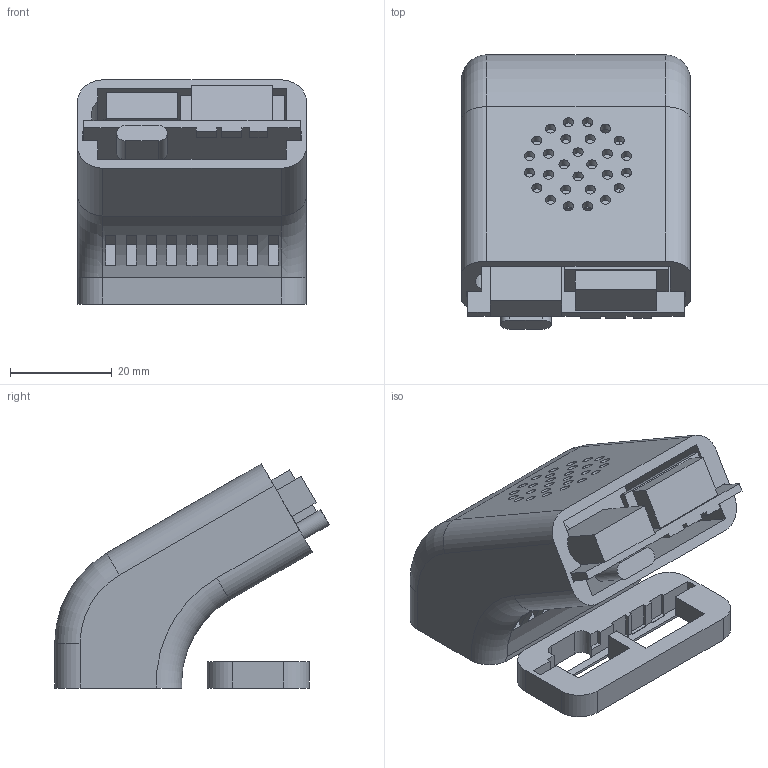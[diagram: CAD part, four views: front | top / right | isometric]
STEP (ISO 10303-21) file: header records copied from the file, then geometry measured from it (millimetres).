
FILE_DESCRIPTION(/* description */ (''),/* implementation_level */ '2;1');
FILE_NAME(/* name */ 'case_cap.step',/* time_stamp */ '2020-12-29T17:06:47+01:00',/* author */ (''),/* organization */ (''),/* preprocessor_version */ 'ST-DEVELOPER v18.1',/* originating_system */ 'Autodesk Translation Framework v9.7.1.1290',/* authorisation */ '');
FILE_SCHEMA (('AUTOMOTIVE_DESIGN { 1 0 10303 214 3 1 1 }'));
Length unit declared in the file: millimetre
Products named in the file (2): PD Board_Version1; Komponente1
Assembly tree (1 placements, depth 2):
  PD Board_Version1
    Komponente1
Bounding box: 45.1 x 54.1 x 44.18 mm (x, y, z)
Volume: 33006.2 mm3; surface area: 24333.5 mm2
Topology: 4 solids, 4 shells, 292 faces, 819 edges, 536 vertices
Faces by surface type: plane 232, cylinder 56, torus 4
Full cylindrical faces by diameter (mm): 1.55 x2, 2 x28, 4.3 x2, 6.5 x1
Entity records: 9605 total; most frequent: CARTESIAN_POINT 1693, ORIENTED_EDGE 1640, DIRECTION 1564, EDGE_CURVE 820, LINE 658, VECTOR 658, VERTEX_POINT 538, AXIS2_PLACEMENT_3D 453
